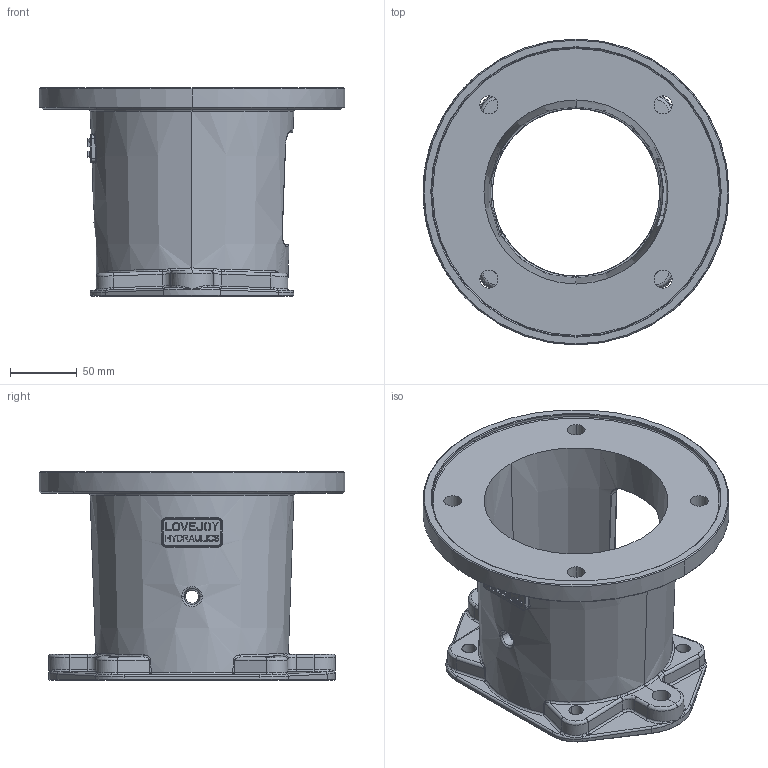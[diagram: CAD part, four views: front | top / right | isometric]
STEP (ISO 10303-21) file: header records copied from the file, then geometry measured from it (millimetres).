
FILE_DESCRIPTION((''),'2;1');
FILE_NAME('84527105164_ASM','2013-04-26T',('ppetruska'),(''),'PRO/ENGINEER BY PARAMETRIC TECHNOLOGY CORPORATION, 2012480','PRO/ENGINEER BY PARAMETRIC TECHNOLOGY CORPORATION, 2012480','');
FILE_SCHEMA(('CONFIG_CONTROL_DESIGN'));
Length unit declared in the file: inch
Products named in the file (3): 84527106027_AF4; 84527106033_AF3_ASM; 84527105164_ASM
Assembly tree (2 placements, depth 3):
  84527105164_ASM
    84527106033_AF3_ASM
      84527106027_AF4
Bounding box: 228.6 x 228.6 x 155.64 mm (x, y, z)
Volume: 917401.4 mm3; surface area: 213955.5 mm2
Topology: 1 solids, 1 shells, 707 faces, 1840 edges, 1158 vertices
Faces by surface type: plane 441, bspline 126, cylinder 90, cone 26, torus 12, sphere 8, extrusion 4
Entity records: 27794 total; most frequent: CARTESIAN_POINT 11251, ORIENTED_EDGE 3680, DIRECTION 2986, EDGE_CURVE 1840, VECTOR 1300, LINE 1296, VERTEX_POINT 1158, AXIS2_PLACEMENT_3D 843
